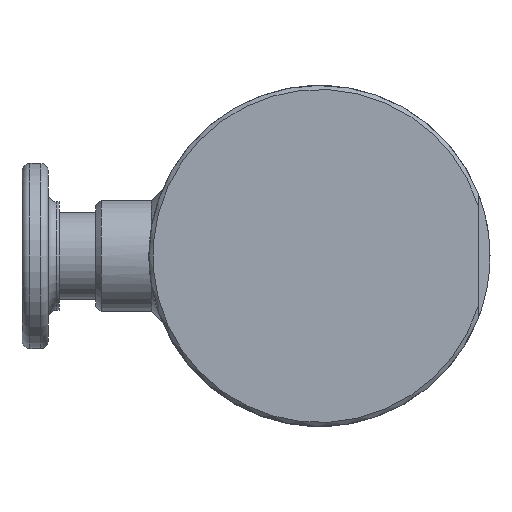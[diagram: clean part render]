
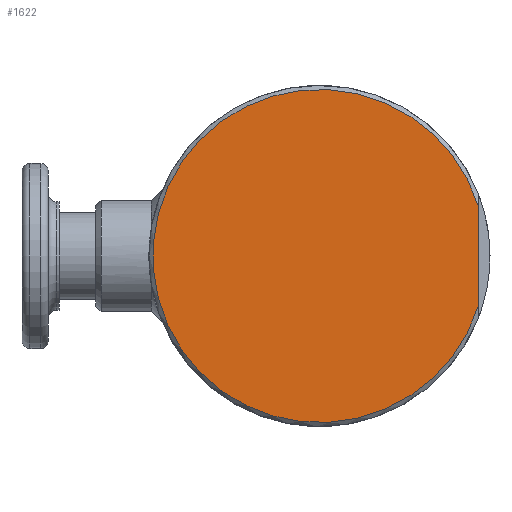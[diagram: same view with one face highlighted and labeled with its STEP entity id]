
A CAD part, left-side view. The second image highlights one B-rep face of the part: STEP entity #1622.
In plain terms, the highlighted planar face has unit normal (-1, 0, 0).
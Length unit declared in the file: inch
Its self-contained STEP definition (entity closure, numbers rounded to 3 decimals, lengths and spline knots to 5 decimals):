
#56=LINE($,#2448,#118);
#118=VECTOR($,#1931,0.38419);
#243=PLANE($,#1811);
#404=FACE_OUTER_BOUND($,#528,.T.);
#528=EDGE_LOOP($,(#1450,#1451));
#645=CIRCLE($,#1812,0.63);
#686=VERTEX_POINT($,#2443);
#687=VERTEX_POINT($,#2447);
#852=EDGE_CURVE($,#687,#686,#56,.T.);
#1032=EDGE_CURVE($,#687,#686,#645,.T.);
#1450=ORIENTED_EDGE($,*,*,#852,.T.);
#1451=ORIENTED_EDGE($,*,*,#1032,.F.);
#1622=ADVANCED_FACE($,(#404),#243,.T.);
#1811=AXIS2_PLACEMENT_3D($,#2983,#2243,#2244);
#1812=AXIS2_PLACEMENT_3D($,#2984,#2245,#2246);
#1931=DIRECTION($,(0.,0.,1.));
#2243=DIRECTION('center_axis',(-1.,0.,0.));
#2244=DIRECTION('ref_axis',(0.,0.,1.));
#2245=DIRECTION('center_axis',(1.,0.,0.));
#2246=DIRECTION('ref_axis',(0.,1.,0.));
#2443=CARTESIAN_POINT('',(0.,-0.6,0.19209));
#2447=CARTESIAN_POINT('',(0.,-0.6,-0.19209));
#2448=CARTESIAN_POINT($,(0.,-0.6,0.));
#2983=CARTESIAN_POINT('Origin',(0.,0.315,0.));
#2984=CARTESIAN_POINT('Origin',(0.,0.,0.));
